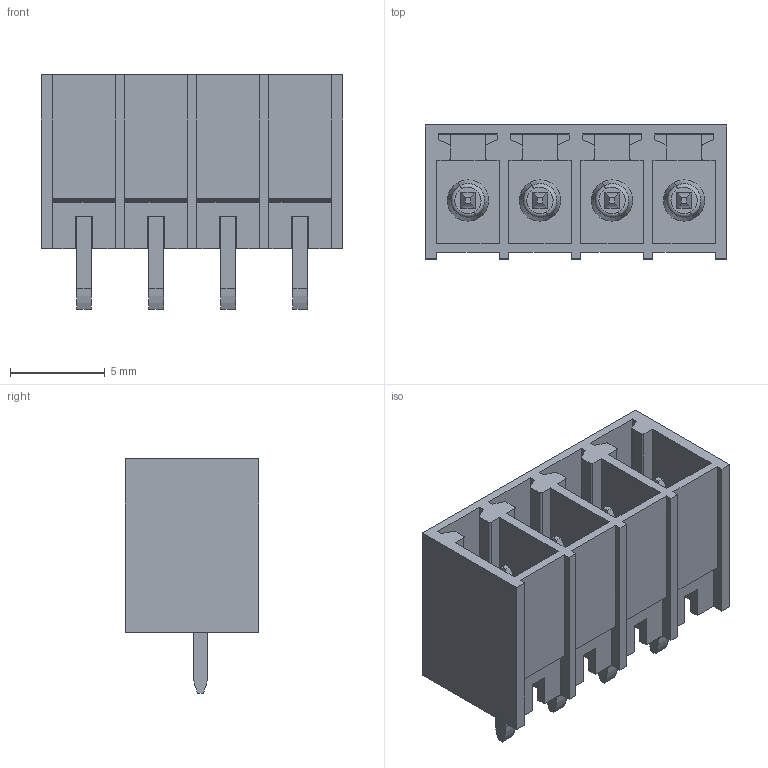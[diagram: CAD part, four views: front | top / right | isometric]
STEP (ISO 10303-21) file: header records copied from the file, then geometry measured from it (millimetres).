
FILE_DESCRIPTION(('CATIA V5 STEP Exchange','CAx-IF Rec.Pracs.--- Model Styling and Organization---1.2---2011-12-15'),'2;1');
FILE_NAME ('D1457708_0_1863490000_1863490000.stp','2018-10-13T04:10:46+00:00',('none'),('Weidmueller'),'CATIA Version 5-6 Release 2014','CATIA V5 STEP AP214','none');
FILE_SCHEMA(('AUTOMOTIVE_DESIGN { 1 0 10303 214 1 1 1 1 }'));
Length unit declared in the file: millimetre
Products named in the file (1): 1863490000
Bounding box: 15.93 x 7.07 x 12.4 mm (x, y, z)
Volume: 421.5 mm3; surface area: 1561.7 mm2
Topology: 5 solids, 5 shells, 272 faces, 770 edges, 520 vertices
Faces by surface type: plane 218, cylinder 38, torus 8, cone 8
Entity records: 8167 total; most frequent: ORIENTED_EDGE 1540, CARTESIAN_POINT 1515, DIRECTION 1074, EDGE_CURVE 770, VECTOR 662, LINE 662, VERTEX_POINT 520, EDGE_LOOP 292
